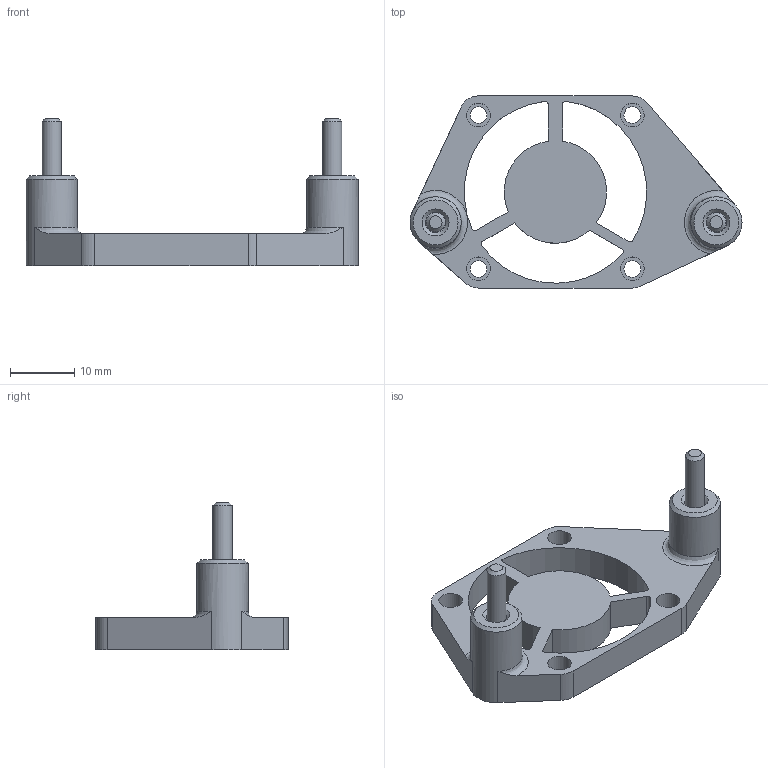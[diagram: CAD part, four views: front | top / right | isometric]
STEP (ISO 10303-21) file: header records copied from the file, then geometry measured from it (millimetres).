
FILE_DESCRIPTION(/* description */ (''),/* implementation_level */ '2;1');
FILE_NAME(/* name */ 'ebb36_3010_mount.step',/* time_stamp */ '2025-06-16T15:19:22-05:00',/* author */ (''),/* organization */ (''),/* preprocessor_version */ 'ST-DEVELOPER v20.1',/* originating_system */ 'Autodesk Translation Framework v14.10.0.0',/* authorisation */ '');
FILE_SCHEMA (('AUTOMOTIVE_DESIGN { 1 0 10303 214 3 1 1 }'));
Length unit declared in the file: millimetre
Products named in the file (2): ebb36_3010_mount; M3x12 SHCS
Assembly tree (2 placements, depth 2):
  ebb36_3010_mount
    M3x12 SHCS  x2
Bounding box: 51.84 x 30 x 23 mm (x, y, z)
Volume: 4886.1 mm3; surface area: 4614.5 mm2
Topology: 3 solids, 3 shells, 122 faces, 282 edges, 174 vertices
Faces by surface type: plane 65, cylinder 35, cone 20, torus 2
Full cylindrical faces by diameter (mm): 2.6 x4, 3 x2, 3.2 x2, 3.7 x4, 5.5 x2, 6 x2, 8 x2
Entity records: 3098 total; most frequent: DIRECTION 548, CARTESIAN_POINT 536, ORIENTED_EDGE 496, EDGE_CURVE 248, AXIS2_PLACEMENT_3D 204, VERTEX_POINT 156, LINE 140, VECTOR 140
